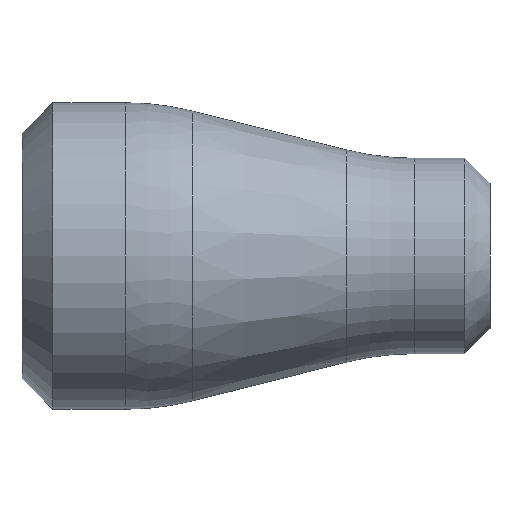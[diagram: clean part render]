
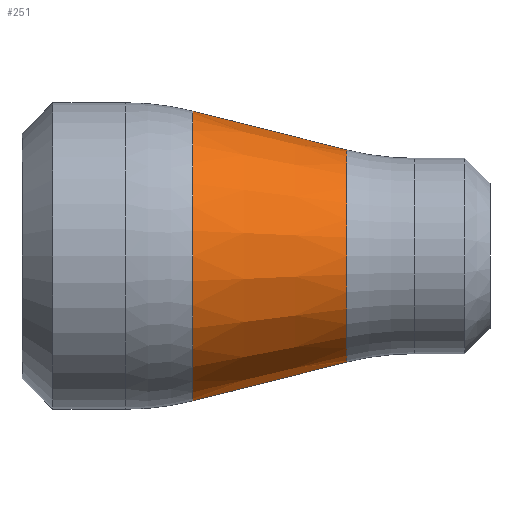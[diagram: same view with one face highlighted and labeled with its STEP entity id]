
A CAD part, front view. The second image highlights one B-rep face of the part: STEP entity #251.
In plain terms, the highlighted conical face has half-angle 14.149 degrees and reference radius 11.56 mm.
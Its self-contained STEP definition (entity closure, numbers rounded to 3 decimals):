
#44 = CONICAL_SURFACE ( 'NONE', #402, 11.56, 0.247 ) ;
#61 = EDGE_LOOP ( 'NONE', ( #669, #623, #293, #83 ) ) ;
#64 = DIRECTION ( 'NONE',  ( 0., 0., 1. ) ) ;
#75 = LINE ( 'NONE', #435, #415 ) ;
#79 = EDGE_CURVE ( 'NONE', #207, #153, #235, .T. ) ;
#83 = ORIENTED_EDGE ( 'NONE', *, *, #79, .F. ) ;
#86 = DIRECTION ( 'NONE',  ( -1., 0., 0. ) ) ;
#130 = CARTESIAN_POINT ( 'NONE',  ( 18.61, 0., -15.79 ) ) ;
#148 = EDGE_CURVE ( 'NONE', #281, #207, #75, .T. ) ;
#153 = VERTEX_POINT ( 'NONE', #316 ) ;
#207 = VERTEX_POINT ( 'NONE', #130 ) ;
#234 = DIRECTION ( 'NONE',  ( -1., 0., 0. ) ) ;
#235 = CIRCLE ( 'NONE', #652, 15.79 ) ;
#236 = DIRECTION ( 'NONE',  ( 0., 0., 1. ) ) ;
#238 = LINE ( 'NONE', #361, #727 ) ;
#240 = EDGE_CURVE ( 'NONE', #258, #153, #238, .T. ) ;
#251 = ADVANCED_FACE ( 'NONE', ( #632 ), #44, .T. ) ;
#258 = VERTEX_POINT ( 'NONE', #574 ) ;
#265 = DIRECTION ( 'NONE',  ( 0., 0., 1. ) ) ;
#281 = VERTEX_POINT ( 'NONE', #480 ) ;
#293 = ORIENTED_EDGE ( 'NONE', *, *, #240, .T. ) ;
#302 = DIRECTION ( 'NONE',  ( -0.97, 0., 0.244 ) ) ;
#316 = CARTESIAN_POINT ( 'NONE',  ( 18.61, 0., 15.79 ) ) ;
#361 = CARTESIAN_POINT ( 'NONE',  ( 35.39, 0., 11.56 ) ) ;
#402 = AXIS2_PLACEMENT_3D ( 'NONE', #421, #579, #64 ) ;
#415 = VECTOR ( 'NONE', #650, 1000. ) ;
#421 = CARTESIAN_POINT ( 'NONE',  ( 35.39, 0., 0. ) ) ;
#435 = CARTESIAN_POINT ( 'NONE',  ( 35.39, 0., -11.56 ) ) ;
#480 = CARTESIAN_POINT ( 'NONE',  ( 35.39, 0., -11.56 ) ) ;
#528 = CIRCLE ( 'NONE', #716, 11.56 ) ;
#574 = CARTESIAN_POINT ( 'NONE',  ( 35.39, 0., 11.56 ) ) ;
#575 = CARTESIAN_POINT ( 'NONE',  ( 18.61, 0., 0. ) ) ;
#579 = DIRECTION ( 'NONE',  ( -1., 0., 0. ) ) ;
#581 = EDGE_CURVE ( 'NONE', #281, #258, #528, .T. ) ;
#623 = ORIENTED_EDGE ( 'NONE', *, *, #581, .T. ) ;
#632 = FACE_OUTER_BOUND ( 'NONE', #61, .T. ) ;
#650 = DIRECTION ( 'NONE',  ( -0.97, 0., -0.244 ) ) ;
#652 = AXIS2_PLACEMENT_3D ( 'NONE', #575, #234, #236 ) ;
#669 = ORIENTED_EDGE ( 'NONE', *, *, #148, .F. ) ;
#716 = AXIS2_PLACEMENT_3D ( 'NONE', #744, #86, #265 ) ;
#727 = VECTOR ( 'NONE', #302, 1000. ) ;
#744 = CARTESIAN_POINT ( 'NONE',  ( 35.39, 0., 0. ) ) ;
